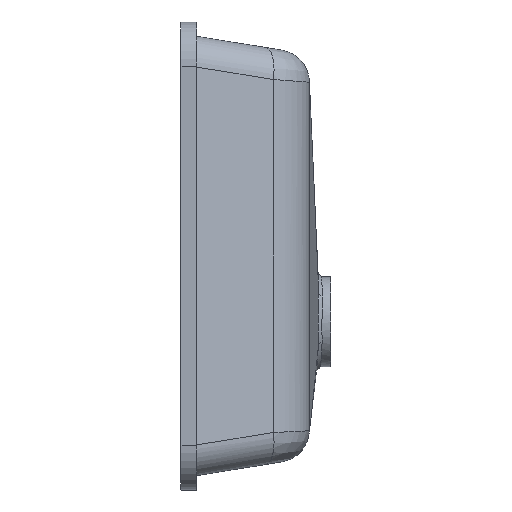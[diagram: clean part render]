
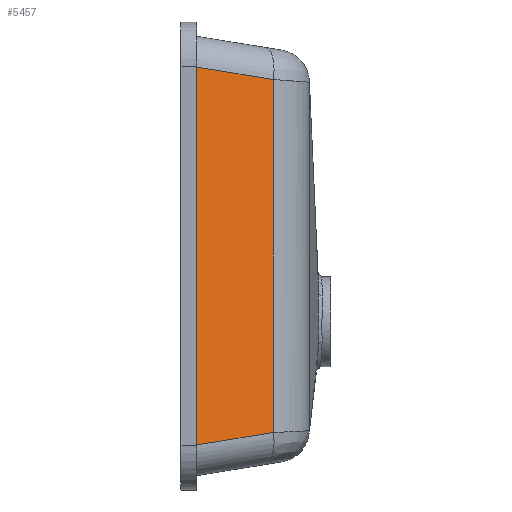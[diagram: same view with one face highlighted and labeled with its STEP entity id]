
A CAD part, left-side view. The second image highlights one B-rep face of the part: STEP entity #5457.
In plain terms, the highlighted planar face has unit normal (-0.917, -0.399, 0).
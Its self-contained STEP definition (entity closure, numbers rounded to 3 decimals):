
#37 = CARTESIAN_POINT ( 'NONE',  ( -282.906, -76.936, -147.053 ) ) ;
#59 = VECTOR ( 'NONE', #4060, 1000. ) ;
#694 = AXIS2_PLACEMENT_3D ( 'NONE', #5032, #5005, #4987 ) ;
#1086 = FACE_OUTER_BOUND ( 'NONE', #1883, .T. ) ;
#1157 = EDGE_CURVE ( 'NONE', #7259, #3969, #5570, .T. ) ;
#1500 = VECTOR ( 'NONE', #5676, 1000. ) ;
#1802 = LINE ( 'NONE', #7888, #59 ) ;
#1860 = EDGE_CURVE ( 'NONE', #7259, #3775, #1802, .T. ) ;
#1883 = EDGE_LOOP ( 'NONE', ( #4351, #3930, #4932, #7872 ) ) ;
#2080 = DIRECTION ( 'NONE',  ( -0.394, 0.907, 0.148 ) ) ;
#2129 = CARTESIAN_POINT ( 'NONE',  ( -221.116, -219.053, 123.882 ) ) ;
#2348 = VECTOR ( 'NONE', #5785, 1000. ) ;
#2670 = CARTESIAN_POINT ( 'NONE',  ( -310.704, -13., -157.477 ) ) ;
#3678 = LINE ( 'NONE', #2129, #6859 ) ;
#3775 = VERTEX_POINT ( 'NONE', #6210 ) ;
#3930 = ORIENTED_EDGE ( 'NONE', *, *, #1157, .T. ) ;
#3969 = VERTEX_POINT ( 'NONE', #37 ) ;
#4060 = DIRECTION ( 'NONE',  ( 0., 0., 1. ) ) ;
#4351 = ORIENTED_EDGE ( 'NONE', *, *, #1860, .F. ) ;
#4932 = ORIENTED_EDGE ( 'NONE', *, *, #5166, .T. ) ;
#4987 = DIRECTION ( 'NONE',  ( 0., 0., -1. ) ) ;
#5005 = DIRECTION ( 'NONE',  ( -0.917, -0.399, 0. ) ) ;
#5032 = CARTESIAN_POINT ( 'NONE',  ( -313.756, -5.981, 170. ) ) ;
#5163 = VERTEX_POINT ( 'NONE', #5755 ) ;
#5166 = EDGE_CURVE ( 'NONE', #3969, #5163, #6496, .T. ) ;
#5370 = PLANE ( 'NONE',  #694 ) ;
#5457 = ADVANCED_FACE ( 'NONE', ( #1086 ), #5370, .T. ) ;
#5570 = LINE ( 'NONE', #5700, #2348 ) ;
#5676 = DIRECTION ( 'NONE',  ( 0., 0., 1. ) ) ;
#5700 = CARTESIAN_POINT ( 'NONE',  ( -294.593, -50.057, -151.435 ) ) ;
#5755 = CARTESIAN_POINT ( 'NONE',  ( -282.906, -76.936, 147.053 ) ) ;
#5785 = DIRECTION ( 'NONE',  ( 0.394, -0.907, 0.148 ) ) ;
#5796 = CARTESIAN_POINT ( 'NONE',  ( -282.906, -76.936, 170. ) ) ;
#6210 = CARTESIAN_POINT ( 'NONE',  ( -310.704, -13., 157.477 ) ) ;
#6496 = LINE ( 'NONE', #5796, #1500 ) ;
#6859 = VECTOR ( 'NONE', #2080, 1000. ) ;
#7259 = VERTEX_POINT ( 'NONE', #2670 ) ;
#7304 = EDGE_CURVE ( 'NONE', #5163, #3775, #3678, .T. ) ;
#7872 = ORIENTED_EDGE ( 'NONE', *, *, #7304, .T. ) ;
#7888 = CARTESIAN_POINT ( 'NONE',  ( -310.704, -13., 170. ) ) ;
